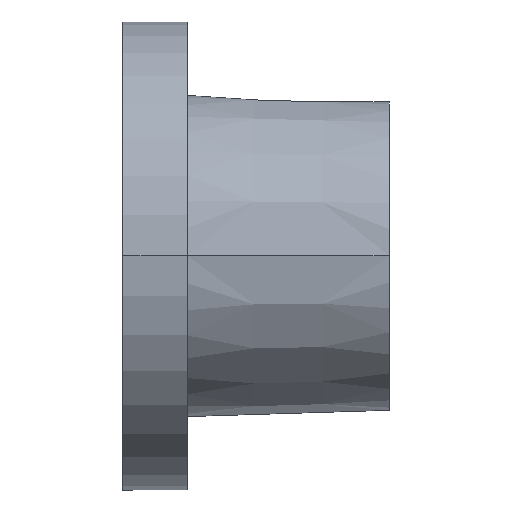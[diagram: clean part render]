
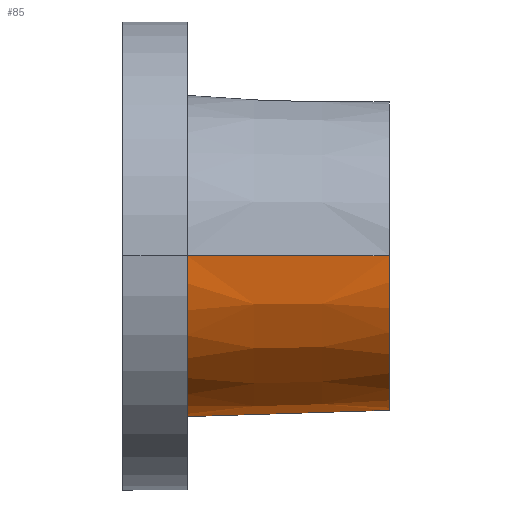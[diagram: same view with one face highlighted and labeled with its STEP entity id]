
A CAD part, top view. The second image highlights one B-rep face of the part: STEP entity #85.
In plain terms, the highlighted conical face has half-angle 1.79 degrees and reference radius 27.781 mm.
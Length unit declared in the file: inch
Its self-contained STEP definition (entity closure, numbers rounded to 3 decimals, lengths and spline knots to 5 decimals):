
#3 = DIRECTION ( 'NONE',  ( -1., 0., 0.031 ) ) ;
#19 = VECTOR ( 'NONE', #3, 39.37008 ) ;
#60 = CARTESIAN_POINT ( 'NONE',  ( 0., -1.09366, 0.01909 ) ) ;
#69 = VERTEX_POINT ( 'NONE', #358 ) ;
#78 = AXIS2_PLACEMENT_3D ( 'NONE', #219, #771, #289 ) ;
#85 = ADVANCED_FACE ( 'NONE', ( #651 ), #662, .T. ) ;
#86 = CARTESIAN_POINT ( 'NONE',  ( 1.375, 0., 0.00545 ) ) ;
#116 = EDGE_LOOP ( 'NONE', ( #220, #954, #726, #879 ) ) ;
#145 = CARTESIAN_POINT ( 'NONE',  ( 0.45833, -1.07934, 0.01884 ) ) ;
#163 = DIRECTION ( 'NONE',  ( 0., 0., -1. ) ) ;
#184 = DIRECTION ( 'NONE',  ( 0., 0., -1. ) ) ;
#199 = DIRECTION ( 'NONE',  ( -1., 0., 0. ) ) ;
#219 = CARTESIAN_POINT ( 'NONE',  ( 0., 0., 0.00545 ) ) ;
#220 = ORIENTED_EDGE ( 'NONE', *, *, #854, .F. ) ;
#228 = CARTESIAN_POINT ( 'NONE',  ( 0., 0., 1.0992 ) ) ;
#260 = CARTESIAN_POINT ( 'NONE',  ( 0., 0., 0.00545 ) ) ;
#289 = DIRECTION ( 'NONE',  ( 0., 0., -1. ) ) ;
#358 = CARTESIAN_POINT ( 'NONE',  ( 1.375, 0., 1.05623 ) ) ;
#370 = LINE ( 'NONE', #540, #19 ) ;
#404 = CIRCLE ( 'NONE', #640, 1.05078 ) ;
#443 = CARTESIAN_POINT ( 'NONE',  ( 0.91667, -1.06502, 0.01859 ) ) ;
#540 = CARTESIAN_POINT ( 'NONE',  ( 0., 0., 1.0992 ) ) ;
#623 = EDGE_CURVE ( 'NONE', #764, #669, #890, .T. ) ;
#629 = DIRECTION ( 'NONE',  ( 1., 0., 0. ) ) ;
#640 = AXIS2_PLACEMENT_3D ( 'NONE', #86, #629, #163 ) ;
#651 = FACE_OUTER_BOUND ( 'NONE', #116, .T. ) ;
#662 = CONICAL_SURFACE ( 'NONE', #943, 1.09375, 0.031 ) ;
#669 = VERTEX_POINT ( 'NONE', #60 ) ;
#693 = CARTESIAN_POINT ( 'NONE',  ( 0., -1.09366, 0.01909 ) ) ;
#726 = ORIENTED_EDGE ( 'NONE', *, *, #623, .T. ) ;
#744 = EDGE_CURVE ( 'NONE', #791, #669, #874, .T. ) ;
#764 = VERTEX_POINT ( 'NONE', #228 ) ;
#771 = DIRECTION ( 'NONE',  ( 1., 0., 0. ) ) ;
#791 = VERTEX_POINT ( 'NONE', #864 ) ;
#854 = EDGE_CURVE ( 'NONE', #69, #791, #404, .T. ) ;
#864 = CARTESIAN_POINT ( 'NONE',  ( 1.375, -1.0507, 0.01834 ) ) ;
#874 = B_SPLINE_CURVE_WITH_KNOTS ( 'NONE', 3,
 ( #947, #443, #145, #693 ),
 .UNSPECIFIED., .F., .F.,
 ( 4, 4 ),
 ( 0., 0.03494 ),
 .UNSPECIFIED. ) ;
#879 = ORIENTED_EDGE ( 'NONE', *, *, #744, .F. ) ;
#890 = CIRCLE ( 'NONE', #78, 1.09375 ) ;
#912 = EDGE_CURVE ( 'NONE', #69, #764, #370, .T. ) ;
#943 = AXIS2_PLACEMENT_3D ( 'NONE', #260, #199, #184 ) ;
#947 = CARTESIAN_POINT ( 'NONE',  ( 1.375, -1.0507, 0.01834 ) ) ;
#954 = ORIENTED_EDGE ( 'NONE', *, *, #912, .T. ) ;
